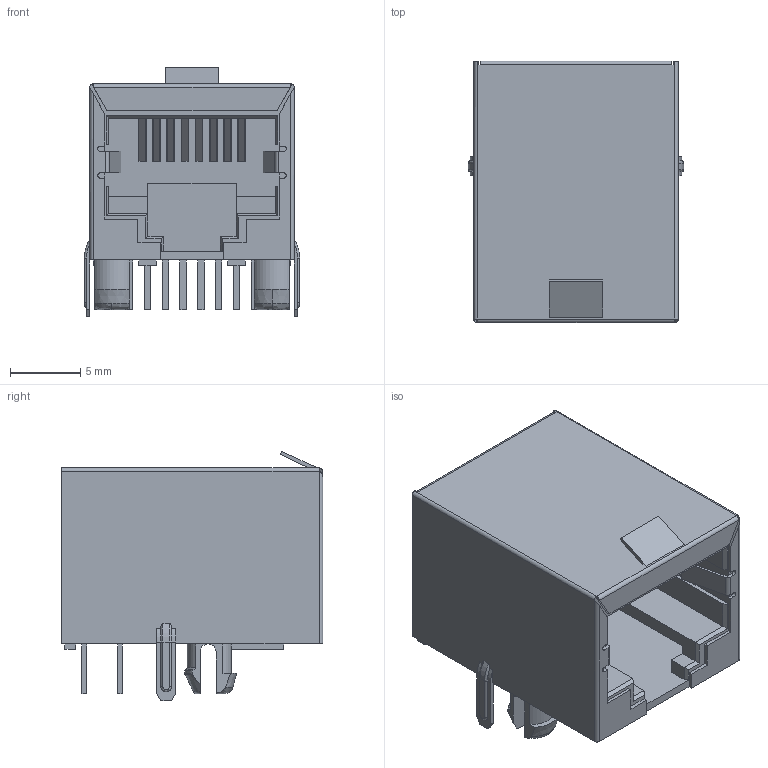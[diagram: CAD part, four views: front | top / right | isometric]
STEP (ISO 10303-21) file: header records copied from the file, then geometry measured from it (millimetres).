
FILE_DESCRIPTION(('FreeCAD Model'),'2;1');
FILE_NAME('ACC-M-FRJAE-488-REVT1.step', '2020-11-15T09:50:17',('kicad StepUp'),('ksu MCAD'), 'Open CASCADE STEP processor 7.4','FreeCAD','Unknown');
FILE_SCHEMA(('AUTOMOTIVE_DESIGN { 1 0 10303 214 1 1 1 1 }'));
Length unit declared in the file: millimetre
Products named in the file (1): ACC-M-FRJAE-488-REVT1
Bounding box: 15.39 x 18.67 x 17.83 mm (x, y, z)
Volume: 2249 mm3; surface area: 2485.6 mm2
Topology: 1 solids, 1 shells, 344 faces, 956 edges, 619 vertices
Faces by surface type: plane 270, cylinder 37, bspline 28, cone 9
Entity records: 11600 total; most frequent: CARTESIAN_POINT 2950, ORIENTED_EDGE 1912, DIRECTION 1621, EDGE_CURVE 956, LINE 773, VECTOR 773, VERTEX_POINT 619, AXIS2_PLACEMENT_3D 424
